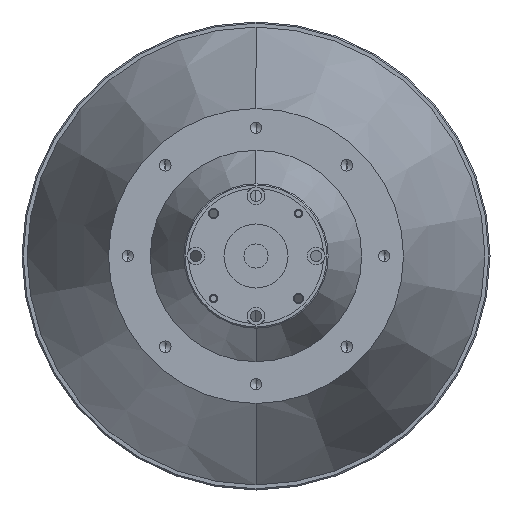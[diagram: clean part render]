
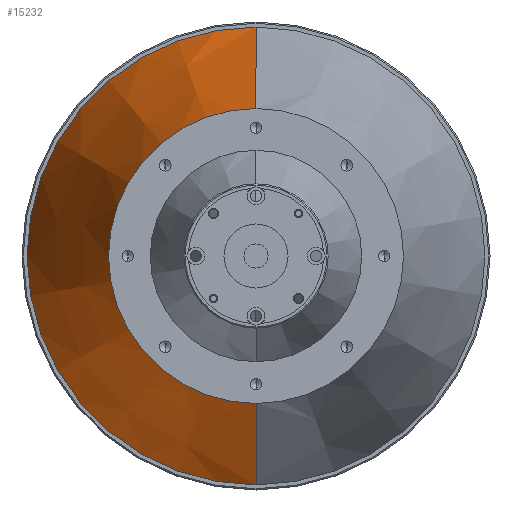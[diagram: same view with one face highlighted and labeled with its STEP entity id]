
A CAD part, left-side view. The second image highlights one B-rep face of the part: STEP entity #15232.
In plain terms, the highlighted conical face has half-angle 18 degrees and reference radius 45.343 mm.
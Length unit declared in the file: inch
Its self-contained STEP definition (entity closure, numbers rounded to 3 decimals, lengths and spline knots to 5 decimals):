
#11 = AXIS2_PLACEMENT_3D ( 'NONE', #30059, #22963, #28192 ) ;
#1831 = VERTEX_POINT ( 'NONE', #6099 ) ;
#2433 = DIRECTION ( 'NONE',  ( 0., 0., -1. ) ) ;
#2600 = DIRECTION ( 'NONE',  ( 1., 0., 0. ) ) ;
#2950 = LINE ( 'NONE', #28794, #25353 ) ;
#3042 = LINE ( 'NONE', #10289, #23780 ) ;
#3058 = CARTESIAN_POINT ( 'NONE',  ( -0.273, 0., -1.78516 ) ) ;
#3625 = EDGE_CURVE ( 'NONE', #4627, #1831, #26968, .T. ) ;
#4379 = EDGE_CURVE ( 'NONE', #26107, #4627, #2950, .T. ) ;
#4627 = VERTEX_POINT ( 'NONE', #3058 ) ;
#6099 = CARTESIAN_POINT ( 'NONE',  ( -0.273, 0., 1.78516 ) ) ;
#7826 = DIRECTION ( 'NONE',  ( 0.951, 0., -0.309 ) ) ;
#9090 = CARTESIAN_POINT ( 'NONE',  ( -2.22782, 0., -1.15 ) ) ;
#10289 = CARTESIAN_POINT ( 'NONE',  ( -0.273, 0., 1.78516 ) ) ;
#11829 = CARTESIAN_POINT ( 'NONE',  ( -0.273, 0., 0. ) ) ;
#12871 = FACE_OUTER_BOUND ( 'NONE', #26355, .T. ) ;
#13197 = CARTESIAN_POINT ( 'NONE',  ( -0.273, 0., 0. ) ) ;
#13315 = DIRECTION ( 'NONE',  ( 0.951, 0., 0.309 ) ) ;
#13709 = DIRECTION ( 'NONE',  ( 0., 0., -1. ) ) ;
#15232 = ADVANCED_FACE ( 'NONE', ( #12871 ), #28430, .T. ) ;
#18172 = AXIS2_PLACEMENT_3D ( 'NONE', #13197, #2600, #2433 ) ;
#18341 = AXIS2_PLACEMENT_3D ( 'NONE', #11829, #22160, #13709 ) ;
#18413 = ORIENTED_EDGE ( 'NONE', *, *, #3625, .F. ) ;
#18817 = EDGE_CURVE ( 'NONE', #26107, #29623, #32944, .T. ) ;
#20072 = EDGE_CURVE ( 'NONE', #29623, #1831, #3042, .T. ) ;
#20415 = ORIENTED_EDGE ( 'NONE', *, *, #20072, .T. ) ;
#22160 = DIRECTION ( 'NONE',  ( 1., 0., 0. ) ) ;
#22963 = DIRECTION ( 'NONE',  ( 1., 0., 0. ) ) ;
#23780 = VECTOR ( 'NONE', #13315, 39.37008 ) ;
#25353 = VECTOR ( 'NONE', #7826, 39.37008 ) ;
#26107 = VERTEX_POINT ( 'NONE', #9090 ) ;
#26355 = EDGE_LOOP ( 'NONE', ( #27526, #20415, #18413, #27116 ) ) ;
#26968 = CIRCLE ( 'NONE', #18341, 1.78516 ) ;
#27116 = ORIENTED_EDGE ( 'NONE', *, *, #4379, .F. ) ;
#27526 = ORIENTED_EDGE ( 'NONE', *, *, #18817, .T. ) ;
#28192 = DIRECTION ( 'NONE',  ( 0., 0., -1. ) ) ;
#28430 = CONICAL_SURFACE ( 'NONE', #18172, 1.78516, 0.314 ) ;
#28794 = CARTESIAN_POINT ( 'NONE',  ( -0.273, 0., -1.78516 ) ) ;
#29623 = VERTEX_POINT ( 'NONE', #31326 ) ;
#30059 = CARTESIAN_POINT ( 'NONE',  ( -2.22782, 0., 0. ) ) ;
#31326 = CARTESIAN_POINT ( 'NONE',  ( -2.22782, 0., 1.15 ) ) ;
#32944 = CIRCLE ( 'NONE', #11, 1.15 ) ;
